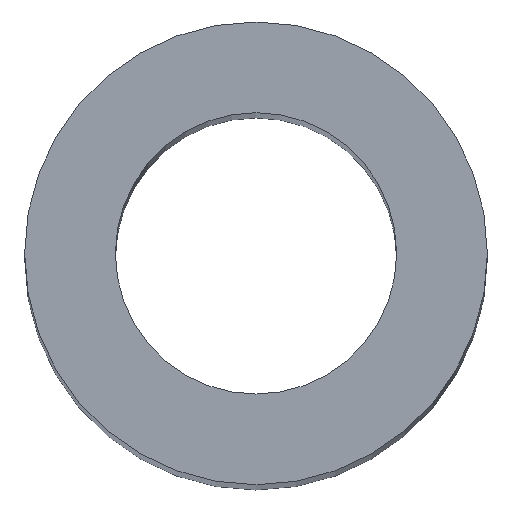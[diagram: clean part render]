
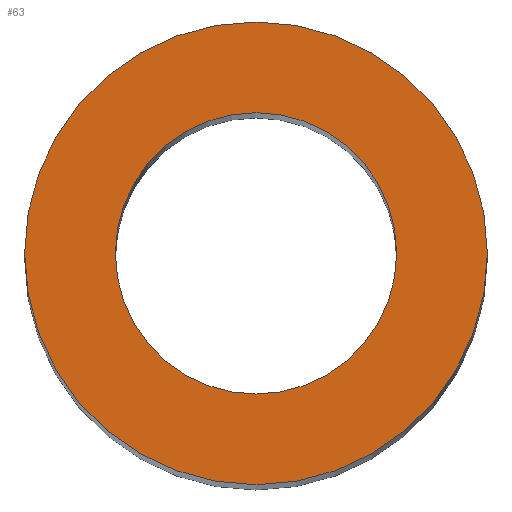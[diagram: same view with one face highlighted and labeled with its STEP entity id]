
A CAD part, top view. The second image highlights one B-rep face of the part: STEP entity #63.
In plain terms, the highlighted planar face has unit normal (0, 0, 1).
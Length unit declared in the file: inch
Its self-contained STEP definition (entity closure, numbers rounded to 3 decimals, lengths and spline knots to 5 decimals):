
#22=FACE_BOUND('',#31,.T.);
#25=FACE_OUTER_BOUND('',#30,.T.);
#30=EDGE_LOOP('',(#53));
#31=EDGE_LOOP('',(#54));
#35=CIRCLE('',#83,0.076);
#36=CIRCLE('',#85,0.125);
#39=VERTEX_POINT('',#114);
#40=VERTEX_POINT('',#118);
#44=EDGE_CURVE('',#39,#39,#35,.T.);
#45=EDGE_CURVE('',#40,#40,#36,.T.);
#53=ORIENTED_EDGE('',*,*,#45,.F.);
#54=ORIENTED_EDGE('',*,*,#44,.T.);
#60=PLANE('',#84);
#63=ADVANCED_FACE('',(#25,#22),#60,.T.);
#83=AXIS2_PLACEMENT_3D('',#116,#98,#99);
#84=AXIS2_PLACEMENT_3D('',#117,#100,#101);
#85=AXIS2_PLACEMENT_3D('',#119,#102,#103);
#98=DIRECTION('center_axis',(0.,0.,-1.));
#99=DIRECTION('ref_axis',(1.,0.,0.));
#100=DIRECTION('center_axis',(0.,0.,1.));
#101=DIRECTION('ref_axis',(1.,0.,0.));
#102=DIRECTION('center_axis',(0.,0.,-1.));
#103=DIRECTION('ref_axis',(1.,0.,0.));
#114=CARTESIAN_POINT('',(0.,-0.076,0.8125));
#116=CARTESIAN_POINT('Origin',(0.,0.,0.8125));
#117=CARTESIAN_POINT('Origin',(0.,0.125,0.8125));
#118=CARTESIAN_POINT('',(0.,-0.125,0.8125));
#119=CARTESIAN_POINT('Origin',(0.,0.,0.8125));
